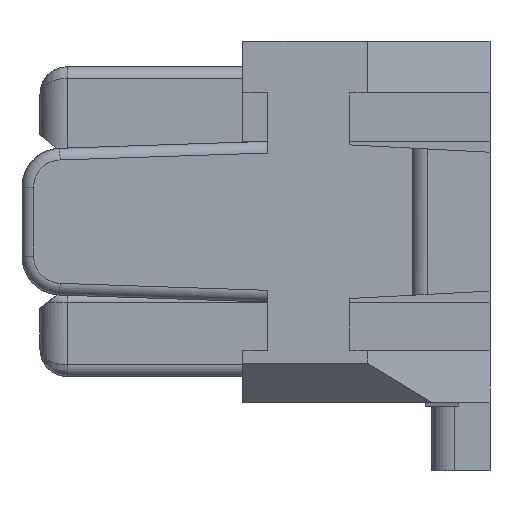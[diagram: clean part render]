
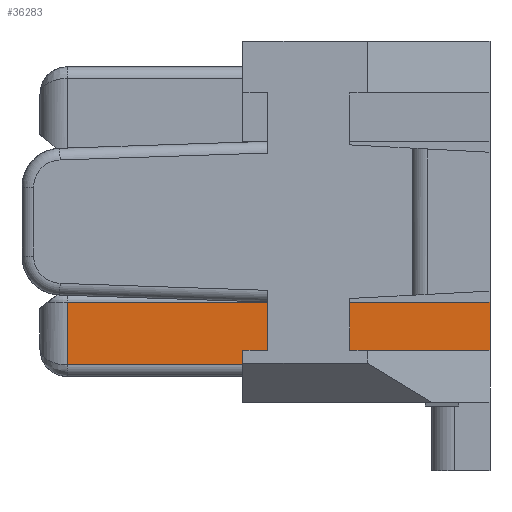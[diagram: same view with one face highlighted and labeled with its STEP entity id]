
A CAD part, front view. The second image highlights one B-rep face of the part: STEP entity #36283.
In plain terms, the highlighted planar face has unit normal (0, -1, 0).
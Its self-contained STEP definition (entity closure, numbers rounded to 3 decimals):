
#406 = VECTOR ( 'NONE', #26798, 1000. ) ;
#1330 = EDGE_CURVE ( 'NONE', #30399, #42856, #22401, .T. ) ;
#1423 = CARTESIAN_POINT ( 'NONE',  ( 5.77, -8.15, -1.03 ) ) ;
#2247 = LINE ( 'NONE', #35518, #32685 ) ;
#3033 = VERTEX_POINT ( 'NONE', #27847 ) ;
#3449 = EDGE_CURVE ( 'NONE', #31033, #30399, #6704, .T. ) ;
#5051 = CARTESIAN_POINT ( 'NONE',  ( 5.77, -8.15, -1.65 ) ) ;
#5669 = EDGE_CURVE ( 'NONE', #3033, #35853, #2247, .T. ) ;
#6321 = CARTESIAN_POINT ( 'NONE',  ( 0.35, -8.15, -1.835 ) ) ;
#6704 = LINE ( 'NONE', #6321, #21093 ) ;
#7270 = EDGE_CURVE ( 'NONE', #35618, #27211, #41221, .T. ) ;
#7569 = EDGE_LOOP ( 'NONE', ( #21961, #36399, #22467, #33118, #25500, #37367, #24800 ) ) ;
#9561 = VECTOR ( 'NONE', #15177, 1000. ) ;
#9734 = CARTESIAN_POINT ( 'NONE',  ( 2.6, -8.15, -1.03 ) ) ;
#9816 = DIRECTION ( 'NONE',  ( 1., 0., 0. ) ) ;
#10266 = CARTESIAN_POINT ( 'NONE',  ( 2.6, -8.15, -1.835 ) ) ;
#10404 = CARTESIAN_POINT ( 'NONE',  ( 0., -8.15, 0. ) ) ;
#11840 = LINE ( 'NONE', #31619, #26357 ) ;
#14969 = DIRECTION ( 'NONE',  ( 1., 0., 0. ) ) ;
#15177 = DIRECTION ( 'NONE',  ( 0., 0., 1. ) ) ;
#16141 = DIRECTION ( 'NONE',  ( 1., 0., 0. ) ) ;
#18505 = AXIS2_PLACEMENT_3D ( 'NONE', #10404, #26675, #22644 ) ;
#20613 = LINE ( 'NONE', #37695, #35812 ) ;
#21093 = VECTOR ( 'NONE', #9816, 1000. ) ;
#21683 = DIRECTION ( 'NONE',  ( 0., 0., -1. ) ) ;
#21961 = ORIENTED_EDGE ( 'NONE', *, *, #39574, .T. ) ;
#22401 = LINE ( 'NONE', #42073, #9561 ) ;
#22467 = ORIENTED_EDGE ( 'NONE', *, *, #1330, .T. ) ;
#22644 = DIRECTION ( 'NONE',  ( 1., 0., 0. ) ) ;
#24800 = ORIENTED_EDGE ( 'NONE', *, *, #5669, .F. ) ;
#25500 = ORIENTED_EDGE ( 'NONE', *, *, #7270, .F. ) ;
#25643 = CARTESIAN_POINT ( 'NONE',  ( 0.35, -8.15, -1.835 ) ) ;
#26357 = VECTOR ( 'NONE', #16141, 1000. ) ;
#26393 = PLANE ( 'NONE',  #18505 ) ;
#26675 = DIRECTION ( 'NONE',  ( 0., 1., 0. ) ) ;
#26798 = DIRECTION ( 'NONE',  ( 0., 0., -1. ) ) ;
#27211 = VERTEX_POINT ( 'NONE', #5051 ) ;
#27847 = CARTESIAN_POINT ( 'NONE',  ( 0.35, -8.15, -1.03 ) ) ;
#29248 = LINE ( 'NONE', #33585, #406 ) ;
#29919 = CARTESIAN_POINT ( 'NONE',  ( 2.6, -8.15, -1.65 ) ) ;
#30399 = VERTEX_POINT ( 'NONE', #10266 ) ;
#30867 = EDGE_CURVE ( 'NONE', #42856, #27211, #11840, .T. ) ;
#31033 = VERTEX_POINT ( 'NONE', #25643 ) ;
#31619 = CARTESIAN_POINT ( 'NONE',  ( 2.6, -8.15, -1.65 ) ) ;
#32685 = VECTOR ( 'NONE', #14969, 1000. ) ;
#33118 = ORIENTED_EDGE ( 'NONE', *, *, #30867, .T. ) ;
#33585 = CARTESIAN_POINT ( 'NONE',  ( 0.35, -8.15, -1.03 ) ) ;
#35106 = CARTESIAN_POINT ( 'NONE',  ( 5.77, -8.15, -1.03 ) ) ;
#35518 = CARTESIAN_POINT ( 'NONE',  ( 0.35, -8.15, -1.03 ) ) ;
#35618 = VERTEX_POINT ( 'NONE', #1423 ) ;
#35812 = VECTOR ( 'NONE', #37401, 1000. ) ;
#35853 = VERTEX_POINT ( 'NONE', #9734 ) ;
#36283 = ADVANCED_FACE ( 'NONE', ( #42824 ), #26393, .F. ) ;
#36399 = ORIENTED_EDGE ( 'NONE', *, *, #3449, .T. ) ;
#37367 = ORIENTED_EDGE ( 'NONE', *, *, #40715, .F. ) ;
#37401 = DIRECTION ( 'NONE',  ( 1., 0., 0. ) ) ;
#37695 = CARTESIAN_POINT ( 'NONE',  ( 2.6, -8.15, -1.03 ) ) ;
#39574 = EDGE_CURVE ( 'NONE', #3033, #31033, #29248, .T. ) ;
#40715 = EDGE_CURVE ( 'NONE', #35853, #35618, #20613, .T. ) ;
#41145 = VECTOR ( 'NONE', #21683, 1000. ) ;
#41221 = LINE ( 'NONE', #35106, #41145 ) ;
#42073 = CARTESIAN_POINT ( 'NONE',  ( 2.6, -8.15, -1.835 ) ) ;
#42824 = FACE_OUTER_BOUND ( 'NONE', #7569, .T. ) ;
#42856 = VERTEX_POINT ( 'NONE', #29919 ) ;
